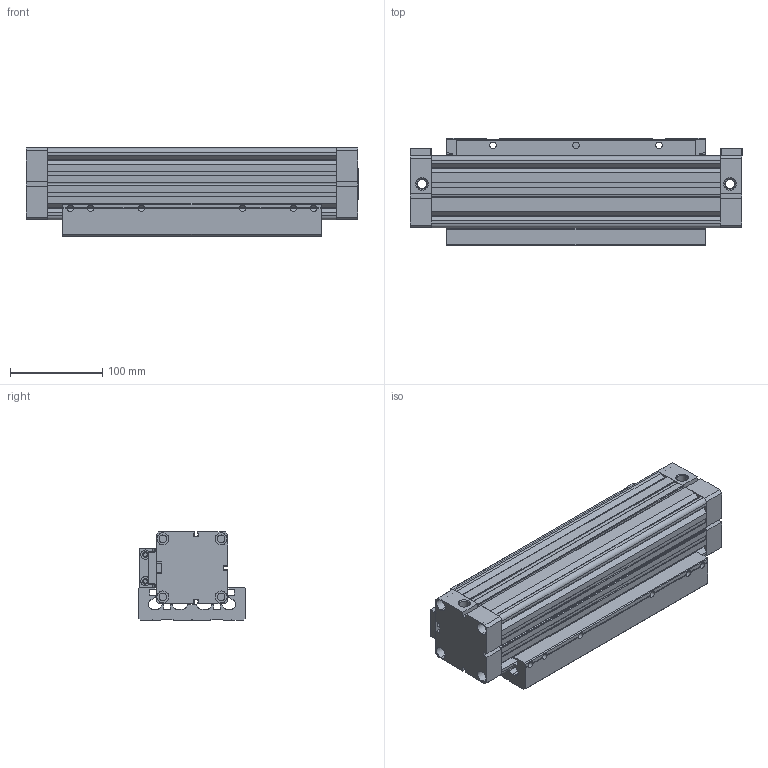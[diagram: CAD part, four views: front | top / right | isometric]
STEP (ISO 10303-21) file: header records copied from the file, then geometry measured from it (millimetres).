
FILE_DESCRIPTION (( 'STEP AP214' ), '1' );
FILE_NAME ('ZF 50x0 RODLESS CYLINDER.STEP', '2010-08-06T15:35:14', ( '' ), ( '' ), 'SwSTEP 2.0', 'SolidWorks 2010', '' );
FILE_SCHEMA (( 'AUTOMOTIVE_DESIGN' ));
Length unit declared in the file: millimetre
Products named in the file (7): ZS  50  BORU; ZS  50  KAPAK; KIZAKLI PÝSTON; SIYIRICI; BANT KAPAÐI; ZF  50  YATAK; ZF  50x0  RODLESS  CYLINDER
Assembly tree (9 placements, depth 2):
  ZF  50x0  RODLESS  CYLINDER
    SIYIRICI  x2
    BANT KAPAÐI  x2
    ZF  50  YATAK
    ZS  50  BORU
    ZS  50  KAPAK  x2
    KIZAKLI PÝSTON
Bounding box: 360 x 116 x 95.5 mm (x, y, z)
Volume: 2767478.4 mm3; surface area: 470067.1 mm2
Topology: 9 solids, 9 shells, 780 faces, 2350 edges, 1556 vertices
Faces by surface type: plane 399, cylinder 349, cone 32
Entity records: 24559 total; most frequent: CARTESIAN_POINT 5787, ORIENTED_EDGE 3942, DIRECTION 3539, EDGE_CURVE 1971, VERTEX_POINT 1308, AXIS2_PLACEMENT_3D 1204, LINE 1131, VECTOR 1131
